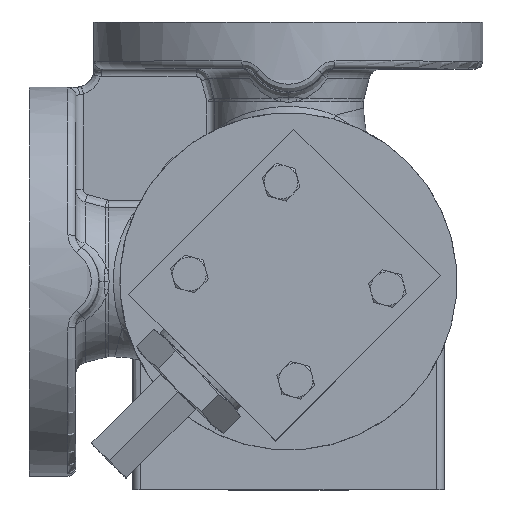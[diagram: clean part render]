
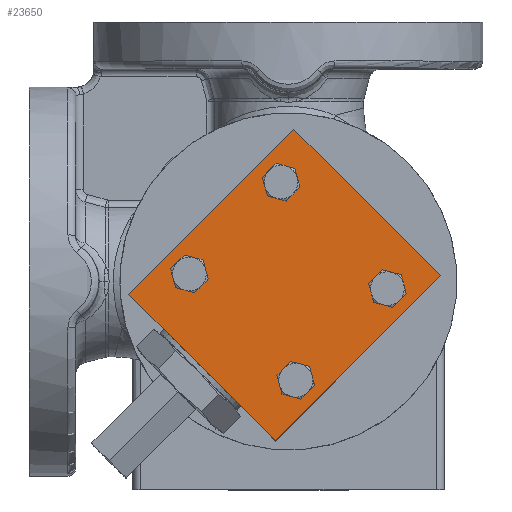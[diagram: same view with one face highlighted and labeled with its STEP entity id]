
A CAD part, top view. The second image highlights one B-rep face of the part: STEP entity #23650.
In plain terms, the highlighted planar face has unit normal (0, 0, 1).
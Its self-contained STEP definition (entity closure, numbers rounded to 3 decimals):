
#4610=DIRECTION('',(-0.707,-0.707,0.));
#4611=VECTOR('',#4610,90.);
#4612=CARTESIAN_POINT('',(2.121,58.69,254.5));
#4613=LINE('',#4612,#4611);
#4614=DIRECTION('',(-0.707,0.707,0.));
#4615=VECTOR('',#4614,80.);
#4616=CARTESIAN_POINT('',(58.69,2.121,254.5));
#4617=LINE('',#4616,#4615);
#4618=DIRECTION('',(0.707,0.707,0.));
#4619=VECTOR('',#4618,90.);
#4620=CARTESIAN_POINT('',(-4.95,-61.518,254.5));
#4621=LINE('',#4620,#4619);
#4622=DIRECTION('',(0.707,-0.707,0.));
#4623=VECTOR('',#4622,80.);
#4624=CARTESIAN_POINT('',(-61.518,-4.95,254.5));
#4625=LINE('',#4624,#4623);
#4626=CARTESIAN_POINT('',(-38.184,2.828,254.5));
#4627=DIRECTION('',(0.,0.,-1.));
#4628=DIRECTION('',(0.707,-0.707,0.));
#4629=AXIS2_PLACEMENT_3D('',#4626,#4627,#4628);
#4631=CARTESIAN_POINT('',(-38.184,2.828,254.5));
#4632=DIRECTION('',(0.,0.,-1.));
#4633=DIRECTION('',(-0.707,0.707,0.));
#4634=AXIS2_PLACEMENT_3D('',#4631,#4632,#4633);
#4636=CARTESIAN_POINT('',(-2.828,38.184,254.5));
#4637=DIRECTION('',(0.,0.,-1.));
#4638=DIRECTION('',(0.707,-0.707,0.));
#4639=AXIS2_PLACEMENT_3D('',#4636,#4637,#4638);
#4641=CARTESIAN_POINT('',(-2.828,38.184,254.5));
#4642=DIRECTION('',(0.,0.,-1.));
#4643=DIRECTION('',(-0.707,0.707,0.));
#4644=AXIS2_PLACEMENT_3D('',#4641,#4642,#4643);
#4646=CARTESIAN_POINT('',(38.184,-2.828,254.5));
#4647=DIRECTION('',(0.,0.,-1.));
#4648=DIRECTION('',(0.707,-0.707,0.));
#4649=AXIS2_PLACEMENT_3D('',#4646,#4647,#4648);
#4651=CARTESIAN_POINT('',(38.184,-2.828,254.5));
#4652=DIRECTION('',(0.,0.,-1.));
#4653=DIRECTION('',(-0.707,0.707,0.));
#4654=AXIS2_PLACEMENT_3D('',#4651,#4652,#4653);
#4656=CARTESIAN_POINT('',(2.828,-38.184,254.5));
#4657=DIRECTION('',(0.,0.,-1.));
#4658=DIRECTION('',(0.707,-0.707,0.));
#4659=AXIS2_PLACEMENT_3D('',#4656,#4657,#4658);
#4661=CARTESIAN_POINT('',(2.828,-38.184,254.5));
#4662=DIRECTION('',(0.,0.,-1.));
#4663=DIRECTION('',(-0.707,0.707,0.));
#4664=AXIS2_PLACEMENT_3D('',#4661,#4662,#4663);
#16071=CARTESIAN_POINT('',(2.121,58.69,254.5));
#16072=CARTESIAN_POINT('',(-61.518,-4.95,254.5));
#16073=VERTEX_POINT('',#16071);
#16074=VERTEX_POINT('',#16072);
#16075=CARTESIAN_POINT('',(-4.95,-61.518,254.5));
#16076=VERTEX_POINT('',#16075);
#16077=CARTESIAN_POINT('',(58.69,2.121,254.5));
#16078=VERTEX_POINT('',#16077);
#16227=CARTESIAN_POINT('',(-33.87,-1.485,254.5));
#16228=CARTESIAN_POINT('',(-42.497,7.142,254.5));
#16229=VERTEX_POINT('',#16227);
#16230=VERTEX_POINT('',#16228);
#16265=CARTESIAN_POINT('',(1.485,33.87,254.5));
#16266=CARTESIAN_POINT('',(-7.142,42.497,254.5));
#16267=VERTEX_POINT('',#16265);
#16268=VERTEX_POINT('',#16266);
#16303=CARTESIAN_POINT('',(42.497,-7.142,254.5));
#16304=CARTESIAN_POINT('',(33.87,1.485,254.5));
#16305=VERTEX_POINT('',#16303);
#16306=VERTEX_POINT('',#16304);
#16341=CARTESIAN_POINT('',(7.142,-42.497,254.5));
#16342=CARTESIAN_POINT('',(-1.485,-33.87,254.5));
#16343=VERTEX_POINT('',#16341);
#16344=VERTEX_POINT('',#16342);
#23615=CARTESIAN_POINT('',(-1.414,-1.414,254.5));
#23616=DIRECTION('',(0.,0.,1.));
#23617=DIRECTION('',(0.707,-0.707,0.));
#23618=AXIS2_PLACEMENT_3D('',#23615,#23616,#23617);
#23619=PLANE('',#23618);
#23620=ORIENTED_EDGE('',*,*,#23561,.F.);
#23621=ORIENTED_EDGE('',*,*,#23576,.F.);
#23622=ORIENTED_EDGE('',*,*,#23590,.F.);
#23623=ORIENTED_EDGE('',*,*,#23603,.F.);
#23624=EDGE_LOOP('',(#23620,#23621,#23622,#23623));
#23625=FACE_OUTER_BOUND('',#23624,.F.);
#23627=ORIENTED_EDGE('',*,*,#23626,.F.);
#23629=ORIENTED_EDGE('',*,*,#23628,.F.);
#23630=EDGE_LOOP('',(#23627,#23629));
#23631=FACE_BOUND('',#23630,.F.);
#23633=ORIENTED_EDGE('',*,*,#23632,.F.);
#23635=ORIENTED_EDGE('',*,*,#23634,.F.);
#23636=EDGE_LOOP('',(#23633,#23635));
#23637=FACE_BOUND('',#23636,.F.);
#23639=ORIENTED_EDGE('',*,*,#23638,.F.);
#23641=ORIENTED_EDGE('',*,*,#23640,.F.);
#23642=EDGE_LOOP('',(#23639,#23641));
#23643=FACE_BOUND('',#23642,.F.);
#23645=ORIENTED_EDGE('',*,*,#23644,.F.);
#23647=ORIENTED_EDGE('',*,*,#23646,.F.);
#23648=EDGE_LOOP('',(#23645,#23647));
#23649=FACE_BOUND('',#23648,.F.);
#23650=ADVANCED_FACE('',(#23625,#23631,#23637,#23643,#23649),#23619,.T.);
#4630=CIRCLE('',#4629,6.1);
#4635=CIRCLE('',#4634,6.1);
#4640=CIRCLE('',#4639,6.1);
#4645=CIRCLE('',#4644,6.1);
#4650=CIRCLE('',#4649,6.1);
#4655=CIRCLE('',#4654,6.1);
#4660=CIRCLE('',#4659,6.1);
#4665=CIRCLE('',#4664,6.1);
#23561=EDGE_CURVE('',#16073,#16074,#4613,.T.);
#23576=EDGE_CURVE('',#16078,#16073,#4617,.T.);
#23590=EDGE_CURVE('',#16076,#16078,#4621,.T.);
#23603=EDGE_CURVE('',#16074,#16076,#4625,.T.);
#23626=EDGE_CURVE('',#16229,#16230,#4630,.T.);
#23628=EDGE_CURVE('',#16230,#16229,#4635,.T.);
#23632=EDGE_CURVE('',#16267,#16268,#4640,.T.);
#23634=EDGE_CURVE('',#16268,#16267,#4645,.T.);
#23638=EDGE_CURVE('',#16305,#16306,#4650,.T.);
#23640=EDGE_CURVE('',#16306,#16305,#4655,.T.);
#23644=EDGE_CURVE('',#16343,#16344,#4660,.T.);
#23646=EDGE_CURVE('',#16344,#16343,#4665,.T.);
